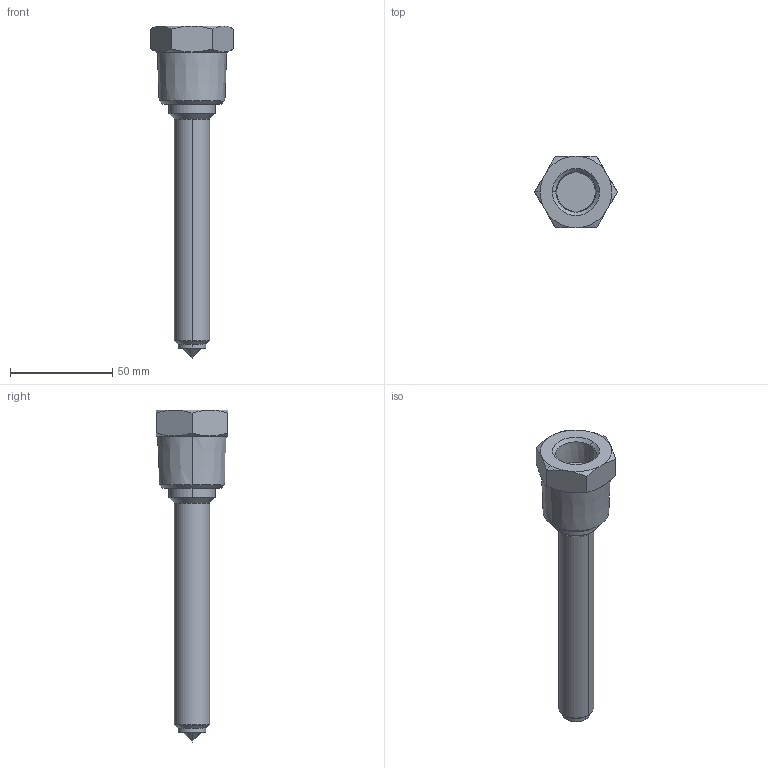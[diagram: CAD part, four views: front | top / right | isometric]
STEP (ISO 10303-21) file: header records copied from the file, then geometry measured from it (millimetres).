
FILE_DESCRIPTION (( 'STEP AP214' ), '1' );
FILE_NAME ('SEP SOCKET (HCN).STEP', '2019-08-26T14:10:38', ( '' ), ( '' ), 'SwSTEP 2.0', 'SolidWorks 2019', '' );
FILE_SCHEMA (( 'AUTOMOTIVE_DESIGN' ));
Length unit declared in the file: inch
Products named in the file (1): SEP SOCKET (HCN)
Bounding box: 40.33 x 34.92 x 161.99 mm (x, y, z)
Volume: 59106.4 mm3; surface area: 13107.3 mm2
Topology: 1 solids, 1 shells, 51 faces, 110 edges, 65 vertices
Faces by surface type: cone 32, plane 13, cylinder 6
Entity records: 1630 total; most frequent: CARTESIAN_POINT 393, DIRECTION 240, ORIENTED_EDGE 216, EDGE_CURVE 108, AXIS2_PLACEMENT_3D 104, VERTEX_POINT 65, EDGE_LOOP 57, CIRCLE 52
